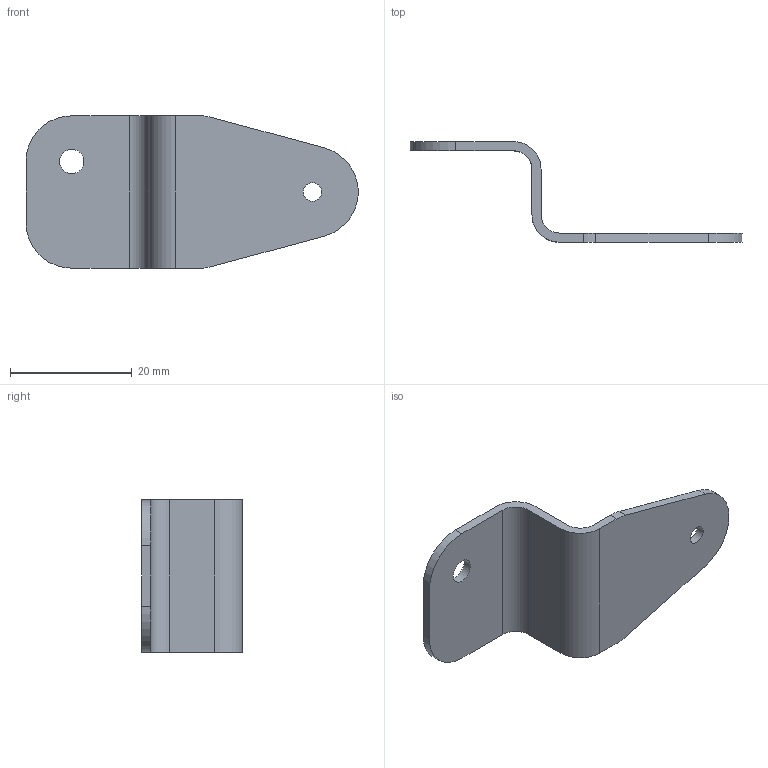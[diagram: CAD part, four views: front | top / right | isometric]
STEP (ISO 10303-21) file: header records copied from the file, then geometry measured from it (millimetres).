
FILE_DESCRIPTION(/* description */ (''),/* implementation_level */ '2;1');
FILE_NAME(/* name */ 'Val15.stp',/* time_stamp */ '2020-12-28T16:19:41-05:00',/* author */ ('Morty'),/* organization */ (''),/* preprocessor_version */ 'ST-DEVELOPER v18.1',/* originating_system */ 'Autodesk Inventor 2021',/* authorisation */ '');
FILE_SCHEMA (('AUTOMOTIVE_DESIGN { 1 0 10303 214 3 1 1 }','PROCESS_PLANNING_SCHEMA'));
Length unit declared in the file: millimetre
Products named in the file (1): Val15
Bounding box: 54.47 x 16.5 x 25 mm (x, y, z)
Volume: 2147.4 mm3; surface area: 3137.7 mm2
Topology: 1 solids, 1 shells, 22 faces, 60 edges, 40 vertices
Faces by surface type: cylinder 11, plane 11
Full cylindrical faces by diameter (mm): 3 x1, 4 x1
Entity records: 755 total; most frequent: DIRECTION 128, CARTESIAN_POINT 123, ORIENTED_EDGE 120, EDGE_CURVE 60, AXIS2_PLACEMENT_3D 45, VERTEX_POINT 40, LINE 38, VECTOR 38
